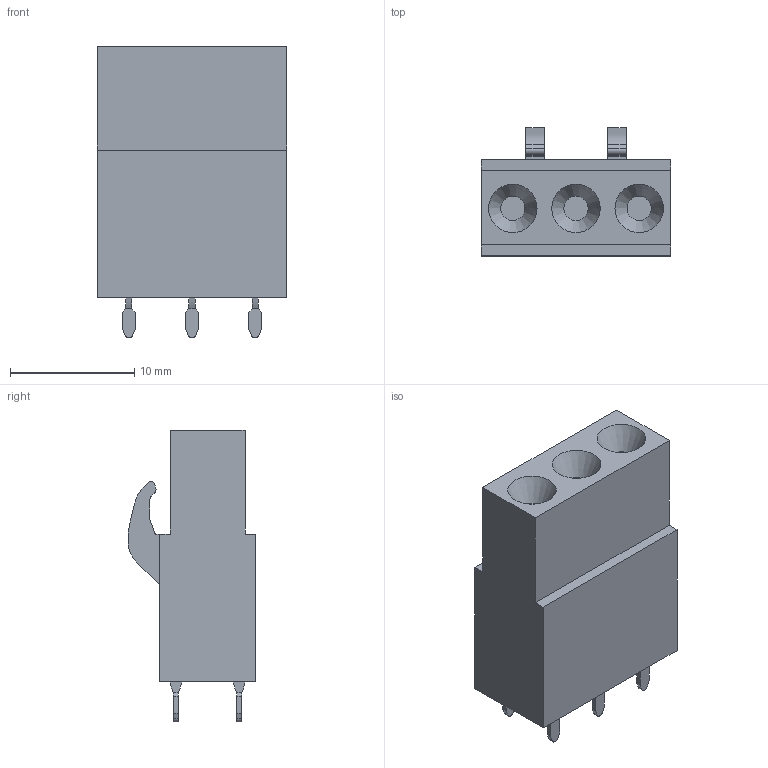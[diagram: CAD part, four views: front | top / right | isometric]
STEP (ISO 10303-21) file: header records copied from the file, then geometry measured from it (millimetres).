
FILE_DESCRIPTION( ( 'STEP AP214' ), ' ' );
FILE_NAME( 'BLL 5.08_3_180 3.2 SN OR 1630720000.stp', '2017-08-07T09:14:47', ( '' ), ( '' ), ' ', 'PARTsolutions', ' ' );
FILE_SCHEMA( ( 'AUTOMOTIVE_DESIGN { 1 0 10303 214 1 1 1 1 }' ) );
Length unit declared in the file: millimetre
Products named in the file (1): _BLL 5.08/3/180 3.2 SN OR 1630720000
Bounding box: 15.24 x 10.28 x 23.45 mm (x, y, z)
Volume: 2172.6 mm3; surface area: 1304 mm2
Topology: 1 solids, 1 shells, 136 faces, 351 edges, 234 vertices
Faces by surface type: plane 101, cylinder 32, cone 3
Entity records: 5214 total; most frequent: CARTESIAN_POINT 719, ORIENTED_EDGE 696, DIRECTION 692, EDGE_CURVE 348, LINE 278, VECTOR 278, VERTEX_POINT 234, AXIS2_PLACEMENT_3D 207
